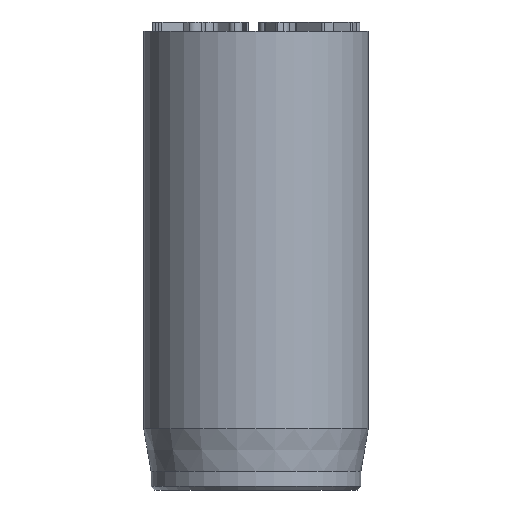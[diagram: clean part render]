
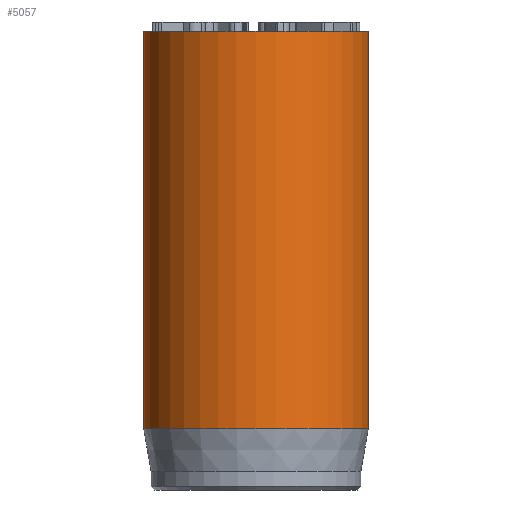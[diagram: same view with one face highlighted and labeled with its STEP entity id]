
A CAD part, front view. The second image highlights one B-rep face of the part: STEP entity #5057.
In plain terms, the highlighted cylindrical face has radius 6 mm (diameter 12 mm), a full revolution.
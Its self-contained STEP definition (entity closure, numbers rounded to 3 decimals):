
#32=CYLINDRICAL_SURFACE('',#5261,6.);
#44=CIRCLE('',#5229,6.);
#60=CIRCLE('',#5259,6.);
#61=CIRCLE('',#5260,6.);
#462=FACE_OUTER_BOUND('',#757,.T.);
#757=EDGE_LOOP('',(#4561,#4562,#4563,#4564,#4565));
#1173=LINE('',#9329,#1597);
#1597=VECTOR('',#5947,6.);
#2371=VERTEX_POINT('',#9269);
#2387=VERTEX_POINT('',#9323);
#2388=VERTEX_POINT('',#9324);
#3092=EDGE_CURVE('',#2371,#2371,#44,.T.);
#3116=EDGE_CURVE('',#2387,#2388,#60,.T.);
#3117=EDGE_CURVE('',#2388,#2387,#61,.T.);
#3119=EDGE_CURVE('',#2371,#2387,#1173,.T.);
#4561=ORIENTED_EDGE('',*,*,#3092,.T.);
#4562=ORIENTED_EDGE('',*,*,#3119,.T.);
#4563=ORIENTED_EDGE('',*,*,#3116,.T.);
#4564=ORIENTED_EDGE('',*,*,#3117,.T.);
#4565=ORIENTED_EDGE('',*,*,#3119,.F.);
#5057=ADVANCED_FACE('',(#462),#32,.T.);
#5229=AXIS2_PLACEMENT_3D('',#9270,#5872,#5873);
#5259=AXIS2_PLACEMENT_3D('',#9325,#5940,#5941);
#5260=AXIS2_PLACEMENT_3D('',#9326,#5942,#5943);
#5261=AXIS2_PLACEMENT_3D('',#9328,#5945,#5946);
#5872=DIRECTION('center_axis',(0.,0.,-1.));
#5873=DIRECTION('ref_axis',(-1.,0.,0.));
#5940=DIRECTION('center_axis',(0.,0.,1.));
#5941=DIRECTION('ref_axis',(-1.,0.,0.));
#5942=DIRECTION('center_axis',(0.,0.,1.));
#5943=DIRECTION('ref_axis',(-1.,0.,0.));
#5945=DIRECTION('center_axis',(0.,0.,1.));
#5946=DIRECTION('ref_axis',(-1.,0.,0.));
#5947=DIRECTION('',(0.,0.,-1.));
#9269=CARTESIAN_POINT('',(6.,0.,24.5));
#9270=CARTESIAN_POINT('Origin',(0.,0.,24.5));
#9323=CARTESIAN_POINT('',(6.,0.,3.269));
#9324=CARTESIAN_POINT('',(-6.,0.,3.269));
#9325=CARTESIAN_POINT('Origin',(0.,0.,3.269));
#9326=CARTESIAN_POINT('Origin',(0.,0.,3.269));
#9328=CARTESIAN_POINT('Origin',(0.,0.,0.));
#9329=CARTESIAN_POINT('',(6.,0.,0.));
